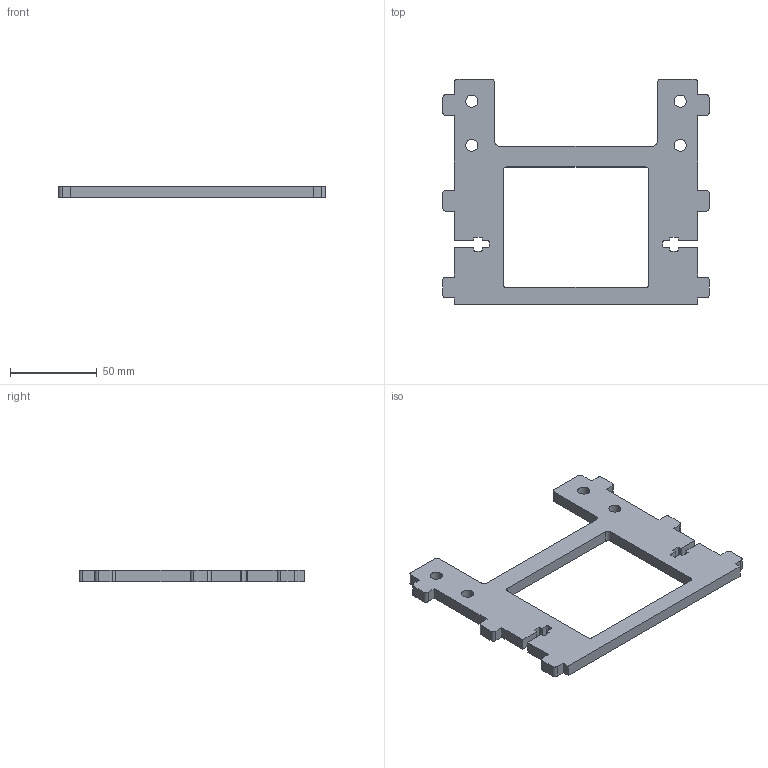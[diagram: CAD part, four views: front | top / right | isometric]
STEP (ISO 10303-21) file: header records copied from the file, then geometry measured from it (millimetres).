
FILE_DESCRIPTION (( 'STEP AP203' ), '1' );
FILE_NAME ('Duet Housing-Rear Plate.STEP', '2016-03-16T16:53:55', ( '' ), ( '' ), 'SwSTEP 2.0', 'SolidWorks 2015', '' );
FILE_SCHEMA (( 'CONFIG_CONTROL_DESIGN' ));
Length unit declared in the file: millimetre
Products named in the file (1): Duet Housing-Rear Plate
Bounding box: 153.6 x 130 x 6.8 mm (x, y, z)
Volume: 60369.5 mm3; surface area: 25698.4 mm2
Topology: 1 solids, 1 shells, 104 faces, 306 edges, 204 vertices
Faces by surface type: plane 62, cylinder 42
Entity records: 3571 total; most frequent: CARTESIAN_POINT 615, ORIENTED_EDGE 612, DIRECTION 600, EDGE_CURVE 306, LINE 222, VECTOR 222, VERTEX_POINT 204, AXIS2_PLACEMENT_3D 189
